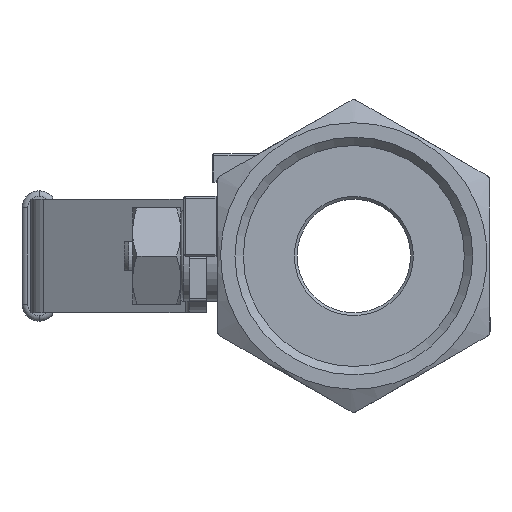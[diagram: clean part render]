
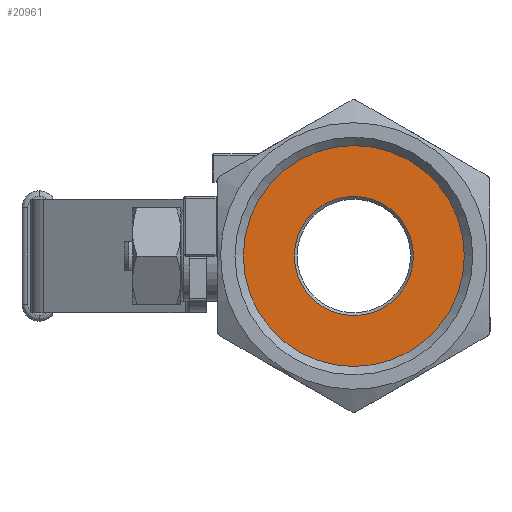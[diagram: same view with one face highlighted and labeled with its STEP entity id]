
A CAD part, left-side view. The second image highlights one B-rep face of the part: STEP entity #20961.
In plain terms, the highlighted planar face has unit normal (-1, 0, 0).
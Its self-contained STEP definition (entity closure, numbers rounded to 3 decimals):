
#1241 = CARTESIAN_POINT ( 'NONE',  ( -19.5, 0., 19.475 ) ) ;
#1249 = CARTESIAN_POINT ( 'NONE',  ( -19.5, 0., 10.5 ) ) ;
#1382 = FACE_OUTER_BOUND ( 'NONE', #13754, .T. ) ;
#1383 = FACE_BOUND ( 'NONE', #13755, .T. ) ;
#2626 = PLANE ( 'NONE',  #29936 ) ;
#2628 = CARTESIAN_POINT ( 'NONE',  ( -19.5, 19.475, 0. ) ) ;
#2630 = DIRECTION ( 'NONE',  ( -1., 0., 0. ) ) ;
#2632 = DIRECTION ( 'NONE',  ( 0., 0., 1. ) ) ;
#4575 = AXIS2_PLACEMENT_3D ( 'NONE', #6682, #6684, #6685 ) ;
#6682 = CARTESIAN_POINT ( 'NONE',  ( -19.5, 0., 0. ) ) ;
#6684 = DIRECTION ( 'NONE',  ( 1., 0., 0. ) ) ;
#6685 = DIRECTION ( 'NONE',  ( 0., 0., 1. ) ) ;
#7067 = VERTEX_POINT ( 'NONE', #1249 ) ;
#7181 = ORIENTED_EDGE ( 'NONE', *, *, #14197, .T. ) ;
#7217 = ORIENTED_EDGE ( 'NONE', *, *, #16432, .T. ) ;
#8067 = DIRECTION ( 'NONE',  ( -1., 0., 0. ) ) ;
#8251 = DIRECTION ( 'NONE',  ( 0., 0., 1. ) ) ;
#8623 = CARTESIAN_POINT ( 'NONE',  ( -19.5, 0., 0. ) ) ;
#13754 = EDGE_LOOP ( 'NONE', ( #7181 ) ) ;
#13755 = EDGE_LOOP ( 'NONE', ( #7217 ) ) ;
#14197 = EDGE_CURVE ( 'NONE', #22121, #22121, #17175, .T. ) ;
#16432 = EDGE_CURVE ( 'NONE', #7067, #7067, #26083, .T. ) ;
#17175 = CIRCLE ( 'NONE', #19478, 19.475 ) ;
#19478 = AXIS2_PLACEMENT_3D ( 'NONE', #8623, #8067, #8251 ) ;
#20961 = ADVANCED_FACE ( 'NONE', ( #1383, #1382 ), #2626, .T. ) ;
#22121 = VERTEX_POINT ( 'NONE', #1241 ) ;
#26083 = CIRCLE ( 'NONE', #4575, 10.5 ) ;
#29936 = AXIS2_PLACEMENT_3D ( 'NONE', #2628, #2630, #2632 ) ;
